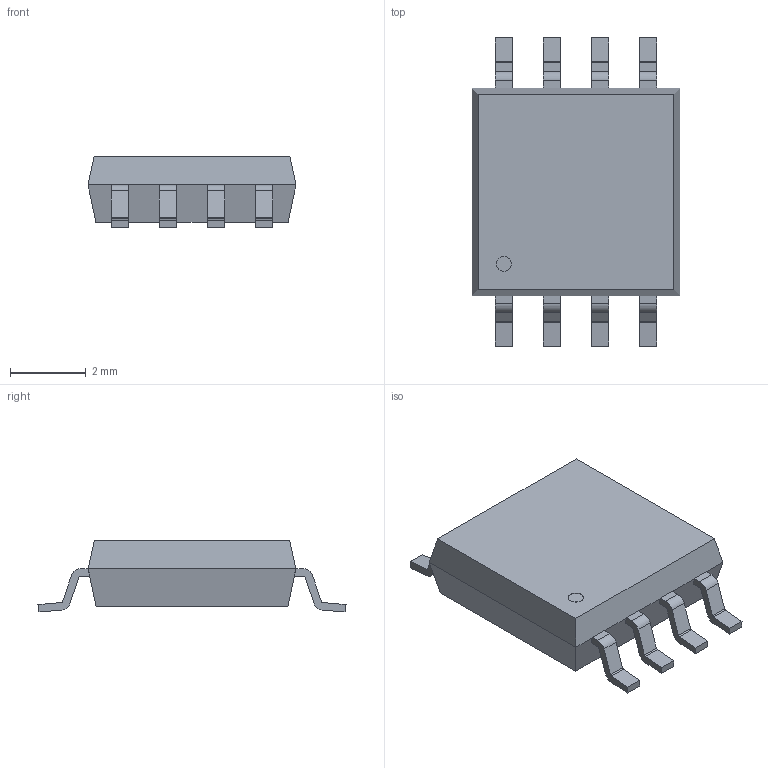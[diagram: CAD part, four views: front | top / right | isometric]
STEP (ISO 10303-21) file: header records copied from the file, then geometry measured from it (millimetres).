
FILE_DESCRIPTION(('FreeCAD Model'),'2;1');
FILE_NAME('SOP8.STEP','2019-06-05T20:40:29', ('Author'),(''),'Open CASCADE STEP processor 7.2','FreeCAD','Unknown' );
FILE_SCHEMA(('AUTOMOTIVE_DESIGN { 1 0 10303 214 1 1 1 1 }'));
Length unit declared in the file: millimetre
Products named in the file (1): User_Library-SOP2-8
Bounding box: 5.49 x 8.13 x 1.9 mm (x, y, z)
Volume: 50.5 mm3; surface area: 110.2 mm2
Topology: 1 solids, 1 shells, 125 faces, 362 edges, 240 vertices
Faces by surface type: plane 91, cylinder 34
Entity records: 9790 total; most frequent: CARTESIAN_POINT 1656, DIRECTION 1372, LINE 950, VECTOR 950, ORIENTED_EDGE 724, PCURVE 724, DEFINITIONAL_REPRESENTATION 724, EDGE_CURVE 362
